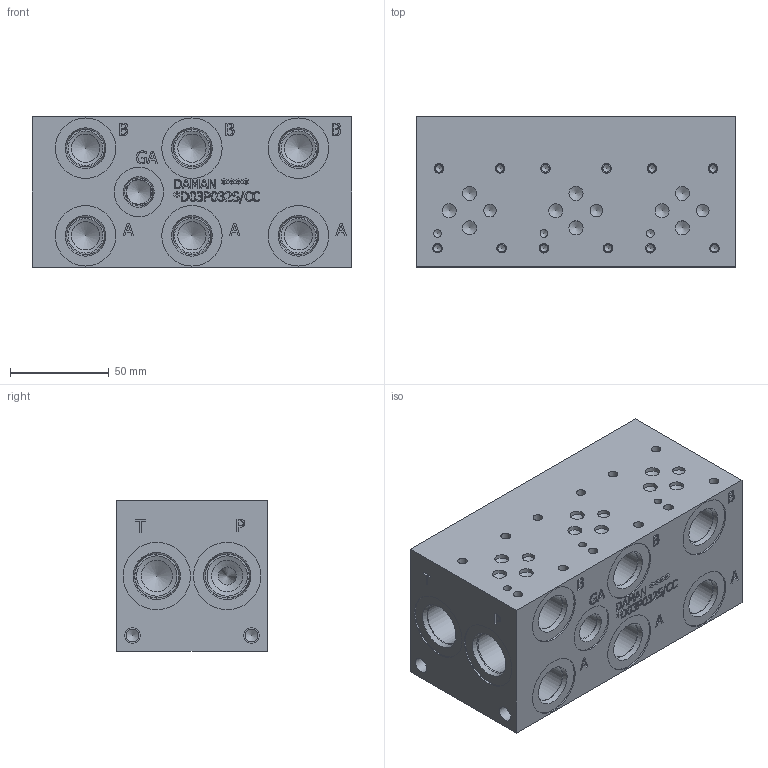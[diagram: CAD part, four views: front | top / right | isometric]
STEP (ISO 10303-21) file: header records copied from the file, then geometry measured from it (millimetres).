
FILE_DESCRIPTION(/* description */ (''),/* implementation_level */ '2;1');
FILE_NAME(/* name */ '_D03P032S_CC.stp',/* time_stamp */ '2020-05-19T09:03:58-04:00',/* author */ ('alexanderw'),/* organization */ (''),/* preprocessor_version */ 'ST-DEVELOPER v17',/* originating_system */ 'Autodesk Inventor 2019',/* authorisation */ '');
FILE_SCHEMA (('AUTOMOTIVE_DESIGN { 1 0 10303 214 3 1 1 }'));
Length unit declared in the file: millimetre
Products named in the file (1): Part_AD03P032S~CC_3D
Bounding box: 161.93 x 76.2 x 76.2 mm (x, y, z)
Volume: 817964.9 mm3; surface area: 88774.2 mm2
Topology: 1 solids, 1 shells, 831 faces, 2274 edges, 1541 vertices
Faces by surface type: plane 408, bspline 217, cylinder 118, cone 88
Full cylindrical faces by diameter (mm): 3.785 x12, 3.962 x3, 4.826 x12, 6.35 x3, 6.528 x4, 7.137 x9, 7.925 x4, 12.294 x1, 12.9 x1, 14.275 x1, 14.3 x8, 14.529 x1, 15.875 x4, 15.9 x2, 17.501 x6, 19.05 x6, 19.253 x6, 20.447 x4, 20.62 x1, 20.625 x1, 22.225 x4, 22.23 x2, 22.54 x1, 22.555 x4, 23.901 x3, 25.019 x1, 30.15 x1, 30.16 x1, 30.632 x6, 34.138 x4
Entity records: 27969 total; most frequent: CARTESIAN_POINT 7424, ORIENTED_EDGE 4460, DIRECTION 3469, EDGE_CURVE 2230, VERTEX_POINT 1541, LINE 1353, VECTOR 1353, AXIS2_PLACEMENT_3D 1058
